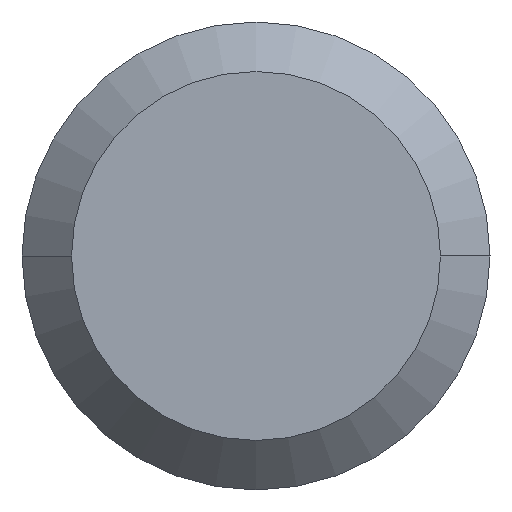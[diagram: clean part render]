
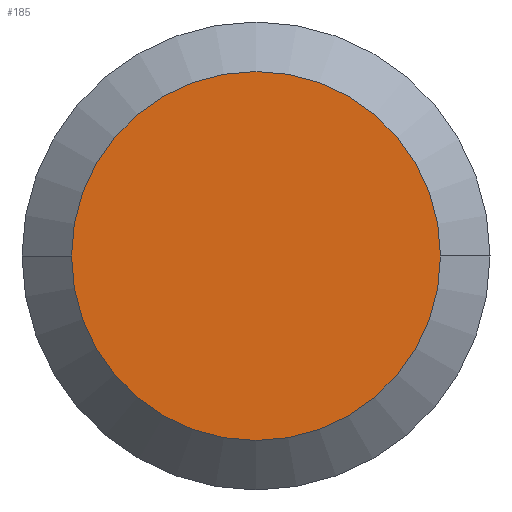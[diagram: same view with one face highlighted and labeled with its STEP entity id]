
A CAD part, left-side view. The second image highlights one B-rep face of the part: STEP entity #185.
In plain terms, the highlighted planar face has unit normal (-1, 0, 0).
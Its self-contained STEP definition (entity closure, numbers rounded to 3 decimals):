
#3 = DIRECTION ( 'NONE',  ( 1., 0., 0. ) ) ;
#19 = VERTEX_POINT ( 'NONE', #187 ) ;
#32 = VERTEX_POINT ( 'NONE', #284 ) ;
#42 = CIRCLE ( 'NONE', #192, 2.365 ) ;
#102 = DIRECTION ( 'NONE',  ( 0., 1., 0. ) ) ;
#105 = FACE_OUTER_BOUND ( 'NONE', #412, .T. ) ;
#121 = CARTESIAN_POINT ( 'NONE',  ( 0., 0., 0. ) ) ;
#150 = AXIS2_PLACEMENT_3D ( 'NONE', #387, #417, #351 ) ;
#161 = AXIS2_PLACEMENT_3D ( 'NONE', #206, #327, #102 ) ;
#185 = ADVANCED_FACE ( 'NONE', ( #105 ), #293, .T. ) ;
#187 = CARTESIAN_POINT ( 'NONE',  ( 0., -2.365, 0. ) ) ;
#192 = AXIS2_PLACEMENT_3D ( 'NONE', #121, #3, #290 ) ;
#206 = CARTESIAN_POINT ( 'NONE',  ( 0., 0., 0. ) ) ;
#269 = EDGE_CURVE ( 'NONE', #32, #19, #42, .T. ) ;
#284 = CARTESIAN_POINT ( 'NONE',  ( 0., 2.365, 0. ) ) ;
#290 = DIRECTION ( 'NONE',  ( 0., 1., 0. ) ) ;
#293 = PLANE ( 'NONE',  #150 ) ;
#310 = ORIENTED_EDGE ( 'NONE', *, *, #364, .F. ) ;
#327 = DIRECTION ( 'NONE',  ( 1., 0., 0. ) ) ;
#340 = ORIENTED_EDGE ( 'NONE', *, *, #269, .F. ) ;
#351 = DIRECTION ( 'NONE',  ( 0., -1., 0. ) ) ;
#364 = EDGE_CURVE ( 'NONE', #19, #32, #391, .T. ) ;
#387 = CARTESIAN_POINT ( 'NONE',  ( 0., 0., 0. ) ) ;
#391 = CIRCLE ( 'NONE', #161, 2.365 ) ;
#412 = EDGE_LOOP ( 'NONE', ( #340, #310 ) ) ;
#417 = DIRECTION ( 'NONE',  ( -1., 0., 0. ) ) ;
